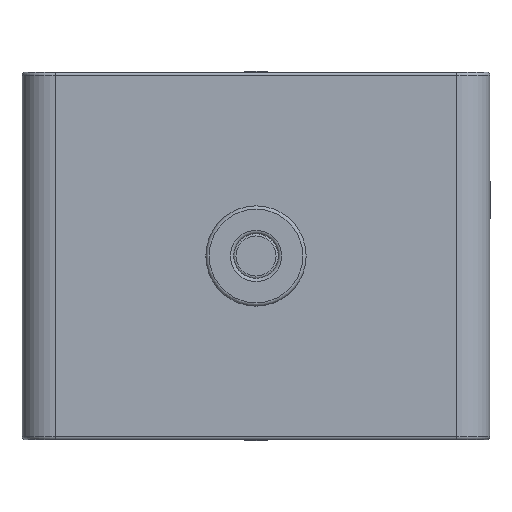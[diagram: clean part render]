
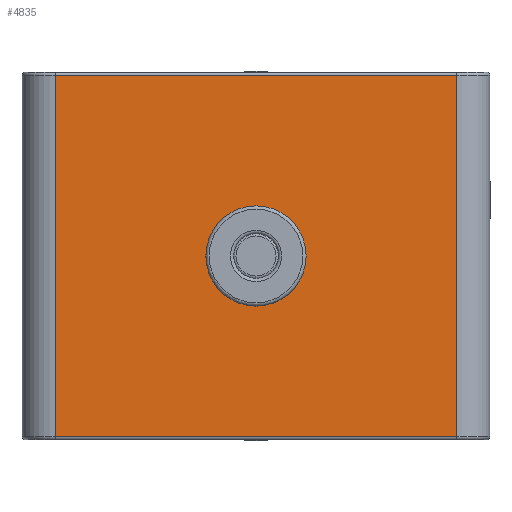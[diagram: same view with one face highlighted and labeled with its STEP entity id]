
A CAD part, left-side view. The second image highlights one B-rep face of the part: STEP entity #4835.
In plain terms, the highlighted planar face has unit normal (-1, 0, 0).
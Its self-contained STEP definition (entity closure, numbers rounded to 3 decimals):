
#397=LINE('',#7457,#611);
#398=LINE('',#7460,#612);
#399=LINE('',#7462,#613);
#400=LINE('',#7464,#614);
#611=VECTOR('',#5916,1000.);
#612=VECTOR('',#5917,1000.);
#613=VECTOR('',#5918,1000.);
#614=VECTOR('',#5919,1000.);
#842=ORIENTED_EDGE('',*,*,#1968,.T.);
#843=ORIENTED_EDGE('',*,*,#1969,.T.);
#844=ORIENTED_EDGE('',*,*,#1970,.T.);
#845=ORIENTED_EDGE('',*,*,#1971,.T.);
#846=ORIENTED_EDGE('',*,*,#1972,.T.);
#1968=EDGE_CURVE('',#2531,#2531,#2820,.F.);
#1969=EDGE_CURVE('',#2532,#2533,#397,.T.);
#1970=EDGE_CURVE('',#2533,#2534,#398,.F.);
#1971=EDGE_CURVE('',#2534,#2535,#399,.F.);
#1972=EDGE_CURVE('',#2535,#2532,#400,.T.);
#2531=VERTEX_POINT('',#7456);
#2532=VERTEX_POINT('',#7458);
#2533=VERTEX_POINT('',#7459);
#2534=VERTEX_POINT('',#7461);
#2535=VERTEX_POINT('',#7463);
#2820=CIRCLE('',#5191,1.9);
#3146=EDGE_LOOP('',(#842));
#3147=EDGE_LOOP('',(#843,#844,#845,#846));
#3556=FACE_BOUND('',#3146,.T.);
#3557=FACE_BOUND('',#3147,.T.);
#3949=PLANE('',#5190);
#4835=ADVANCED_FACE('',(#3556,#3557),#3949,.T.);
#5190=AXIS2_PLACEMENT_3D('',#7454,#5912,#5913);
#5191=AXIS2_PLACEMENT_3D('',#7455,#5914,#5915);
#5912=DIRECTION('',(-1.,0.,0.));
#5913=DIRECTION('',(0.,0.,1.));
#5914=DIRECTION('',(-1.,0.,0.));
#5915=DIRECTION('',(0.,0.,1.));
#5916=DIRECTION('',(0.,0.,-1.));
#5917=DIRECTION('',(0.,1.,0.));
#5918=DIRECTION('',(0.,0.,-1.));
#5919=DIRECTION('',(0.,1.,0.));
#7454=CARTESIAN_POINT('',(0.,-10.5,8.25));
#7455=CARTESIAN_POINT('',(0.,0.,0.));
#7456=CARTESIAN_POINT('',(0.,0.,1.9));
#7457=CARTESIAN_POINT('',(0.,9.,8.25));
#7458=CARTESIAN_POINT('',(0.,9.,8.1));
#7459=CARTESIAN_POINT('',(0.,9.,-8.1));
#7460=CARTESIAN_POINT('',(0.,-10.5,-8.1));
#7461=CARTESIAN_POINT('',(0.,-9.,-8.1));
#7462=CARTESIAN_POINT('',(0.,-9.,8.25));
#7463=CARTESIAN_POINT('',(0.,-9.,8.1));
#7464=CARTESIAN_POINT('',(0.,9.,8.1));
